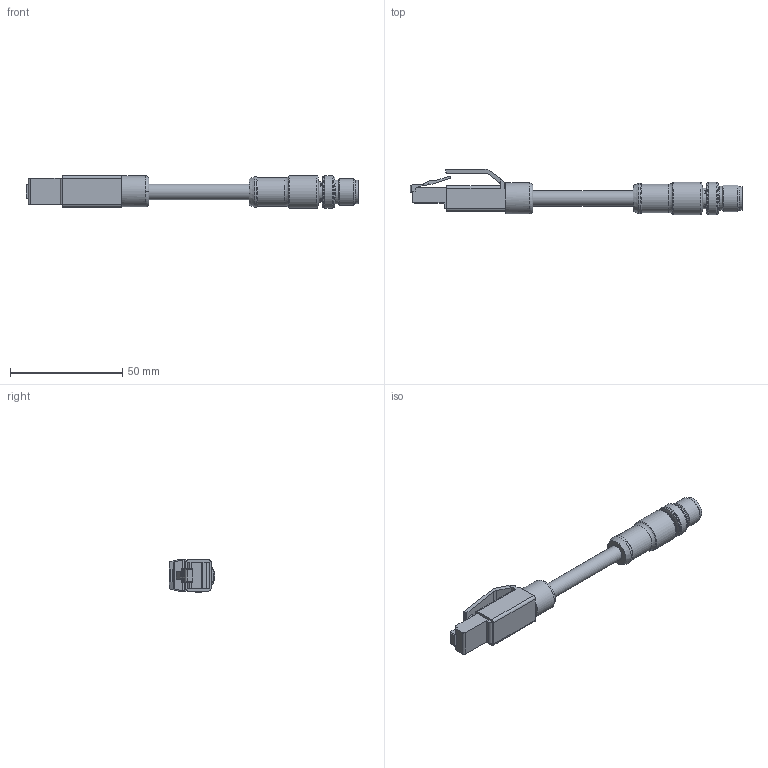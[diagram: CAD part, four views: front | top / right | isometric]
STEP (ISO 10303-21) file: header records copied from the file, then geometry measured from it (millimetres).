
FILE_DESCRIPTION(/* description */ (''),/* implementation_level */ '2;1');
FILE_NAME(/* name */ '77-9750-3529-59908.stp',/* time_stamp */ '2021-05-31T10:04:21+02:00',/* author */ (''),/* organization */ (''),/* preprocessor_version */ 'ST-DEVELOPER v16',/* originating_system */ 'SIEMENS PLM Software NX 11.0',/* authorisation */ '');
FILE_SCHEMA (('AUTOMOTIVE_DESIGN { 1 0 10303 214 3 1 1 1 }'));
Length unit declared in the file: millimetre
Products named in the file (1): shol14B47110yoke
Bounding box: 147.73 x 20.19 x 14.49 mm (x, y, z)
Volume: 15369.8 mm3; surface area: 7238 mm2
Topology: 1 solids, 1 shells, 184 faces, 499 edges, 325 vertices
Faces by surface type: plane 91, cylinder 67, cone 11, sphere 8, torus 7
Full cylindrical faces by diameter (mm): 0.8 x8, 6.8 x1, 8.3 x1, 9.2 x1, 9.9 x1, 10.4 x1, 10.7 x1, 12 x1, 12.6 x1, 13.6 x1, 13.8 x1, 14 x2, 14.5 x2
Entity records: 5562 total; most frequent: CARTESIAN_POINT 1201, DIRECTION 906, ORIENTED_EDGE 856, EDGE_CURVE 428, AXIS2_PLACEMENT_3D 328, VERTEX_POINT 299, LINE 250, VECTOR 250
